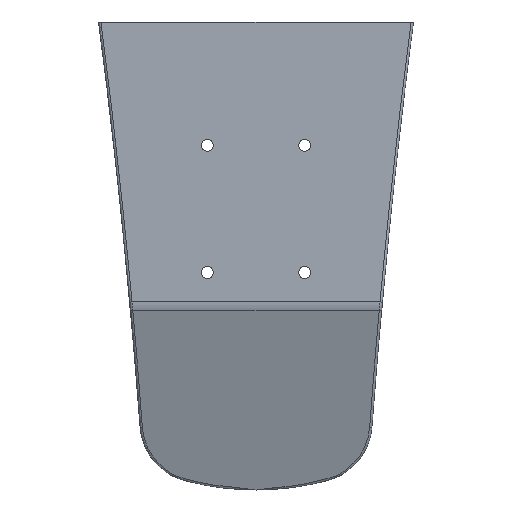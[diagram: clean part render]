
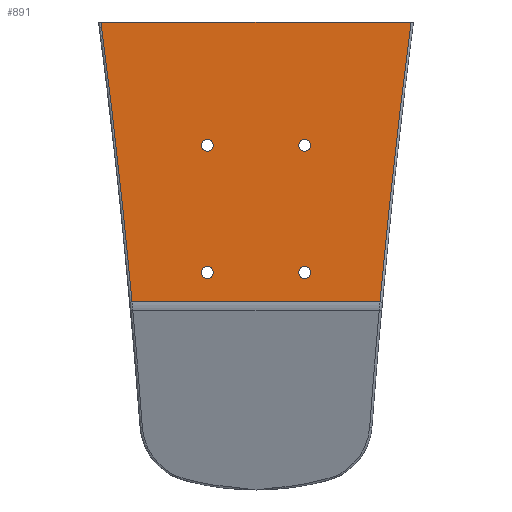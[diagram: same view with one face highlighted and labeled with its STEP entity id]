
A CAD part, front view. The second image highlights one B-rep face of the part: STEP entity #891.
In plain terms, the highlighted planar face has unit normal (0, -1, 0).
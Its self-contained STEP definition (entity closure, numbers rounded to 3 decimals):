
#66=CIRCLE('',#977,3063.584);
#69=CIRCLE('',#981,3063.584);
#70=CIRCLE('',#982,2.5);
#71=CIRCLE('',#983,2.5);
#72=CIRCLE('',#984,2.5);
#73=CIRCLE('',#985,2.5);
#111=FACE_BOUND('',#216,.T.);
#112=FACE_BOUND('',#217,.T.);
#113=FACE_BOUND('',#218,.T.);
#114=FACE_BOUND('',#219,.T.);
#154=FACE_OUTER_BOUND('',#215,.T.);
#215=EDGE_LOOP('',(#620,#621,#622,#623));
#216=EDGE_LOOP('',(#624));
#217=EDGE_LOOP('',(#625));
#218=EDGE_LOOP('',(#626));
#219=EDGE_LOOP('',(#627));
#283=LINE('',#1391,#311);
#285=LINE('',#1427,#313);
#311=VECTOR('',#1089,10.);
#313=VECTOR('',#1115,10.);
#374=VERTEX_POINT('',#1341);
#380=VERTEX_POINT('',#1380);
#388=VERTEX_POINT('',#1419);
#390=VERTEX_POINT('',#1425);
#391=VERTEX_POINT('',#1428);
#392=VERTEX_POINT('',#1430);
#393=VERTEX_POINT('',#1432);
#394=VERTEX_POINT('',#1434);
#465=EDGE_CURVE('',#374,#380,#283,.T.);
#474=EDGE_CURVE('',#374,#388,#66,.T.);
#477=EDGE_CURVE('',#390,#380,#69,.T.);
#478=EDGE_CURVE('',#388,#390,#285,.T.);
#479=EDGE_CURVE('',#391,#391,#70,.T.);
#480=EDGE_CURVE('',#392,#392,#71,.T.);
#481=EDGE_CURVE('',#393,#393,#72,.T.);
#482=EDGE_CURVE('',#394,#394,#73,.T.);
#620=ORIENTED_EDGE('',*,*,#465,.T.);
#621=ORIENTED_EDGE('',*,*,#477,.F.);
#622=ORIENTED_EDGE('',*,*,#478,.F.);
#623=ORIENTED_EDGE('',*,*,#474,.F.);
#624=ORIENTED_EDGE('',*,*,#479,.T.);
#625=ORIENTED_EDGE('',*,*,#480,.T.);
#626=ORIENTED_EDGE('',*,*,#481,.T.);
#627=ORIENTED_EDGE('',*,*,#482,.T.);
#879=PLANE('',#980);
#891=ADVANCED_FACE('',(#154,#111,#112,#113,#114),#879,.F.);
#977=AXIS2_PLACEMENT_3D('',#1420,#1105,#1106);
#980=AXIS2_PLACEMENT_3D('',#1424,#1111,#1112);
#981=AXIS2_PLACEMENT_3D('',#1426,#1113,#1114);
#982=AXIS2_PLACEMENT_3D('',#1429,#1116,#1117);
#983=AXIS2_PLACEMENT_3D('',#1431,#1118,#1119);
#984=AXIS2_PLACEMENT_3D('',#1433,#1120,#1121);
#985=AXIS2_PLACEMENT_3D('',#1435,#1122,#1123);
#1089=DIRECTION('',(-1.,0.,0.));
#1105=DIRECTION('center_axis',(0.,-1.,0.));
#1106=DIRECTION('ref_axis',(-0.993,0.,0.117));
#1111=DIRECTION('center_axis',(0.,1.,0.));
#1112=DIRECTION('ref_axis',(0.,0.,1.));
#1113=DIRECTION('center_axis',(0.,-1.,0.));
#1114=DIRECTION('ref_axis',(0.993,0.,0.117));
#1115=DIRECTION('',(-1.,0.,0.));
#1116=DIRECTION('center_axis',(0.,1.,0.));
#1117=DIRECTION('ref_axis',(-1.,0.,0.));
#1118=DIRECTION('center_axis',(0.,1.,0.));
#1119=DIRECTION('ref_axis',(-1.,0.,0.));
#1120=DIRECTION('center_axis',(0.,1.,0.));
#1121=DIRECTION('ref_axis',(-1.,0.,0.));
#1122=DIRECTION('center_axis',(0.,1.,0.));
#1123=DIRECTION('ref_axis',(-1.,0.,0.));
#1341=CARTESIAN_POINT('',(65.481,0.,-71.517));
#1380=CARTESIAN_POINT('',(-66.264,0.,-71.517));
#1391=CARTESIAN_POINT('',(49.608,0.,-71.517));
#1419=CARTESIAN_POINT('',(52.266,0.,-190.416));
#1420=CARTESIAN_POINT('Origin',(3103.127,0.,-469.329));
#1424=CARTESIAN_POINT('Origin',(-0.392,0.,9.083));
#1425=CARTESIAN_POINT('',(-53.049,0.,-190.416));
#1426=CARTESIAN_POINT('Origin',(-3103.91,0.,-469.329));
#1427=CARTESIAN_POINT('',(37.304,0.,-190.416));
#1428=CARTESIAN_POINT('',(22.746,0.,-177.927));
#1429=CARTESIAN_POINT('Origin',(20.246,0.,-177.927));
#1430=CARTESIAN_POINT('',(-18.529,0.,-177.927));
#1431=CARTESIAN_POINT('Origin',(-21.029,0.,-177.927));
#1432=CARTESIAN_POINT('',(22.746,0.,-123.952));
#1433=CARTESIAN_POINT('Origin',(20.246,0.,-123.952));
#1434=CARTESIAN_POINT('',(-18.529,0.,-123.952));
#1435=CARTESIAN_POINT('Origin',(-21.029,0.,-123.952));
